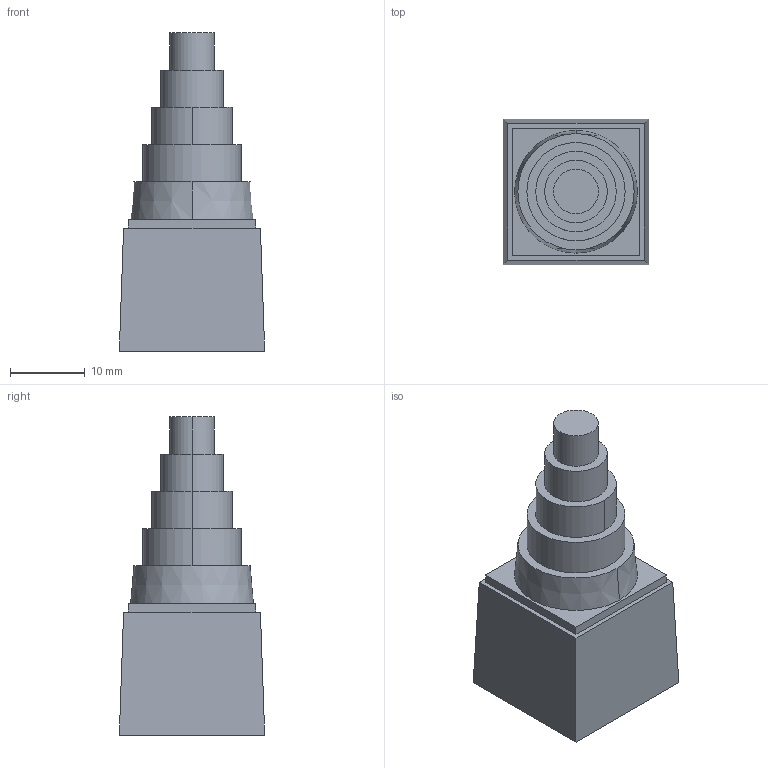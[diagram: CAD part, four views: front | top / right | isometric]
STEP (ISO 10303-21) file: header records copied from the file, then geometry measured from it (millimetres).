
FILE_DESCRIPTION(('CATIA V5R24 STEP','CAx-IF Rec.Pracs.--- Model Styling and Organization---1.2---2011-12-15'),'2;1');
FILE_NAME ('D1463310_0', '2018-08-30T05:45:48+00:00', ('Weidmueller Interface'), ('Weidmueller'), 'CATIA Version 5-6 Release 2014 SP4 HF52', 'CATIA V5 STEP AP214', 'none');
FILE_SCHEMA(('AUTOMOTIVE_DESIGN { 1 0 10303 214 1 1 1 1 }'));
Length unit declared in the file: millimetre
Products named in the file (1): 67189_CABTITE_CSE_2-11_SML 
Bounding box: 19.51 x 19.51 x 42.7 mm (x, y, z)
Volume: 8841.1 mm3; surface area: 2884.7 mm2
Topology: 1 solids, 1 shells, 27 faces, 68 edges, 49 vertices
Faces by surface type: plane 16, cylinder 9, cone 2
Entity records: 806 total; most frequent: CARTESIAN_POINT 140, ORIENTED_EDGE 136, DIRECTION 112, EDGE_CURVE 68, AXIS2_PLACEMENT_3D 56, VERTEX_POINT 49, VECTOR 35, LINE 35
